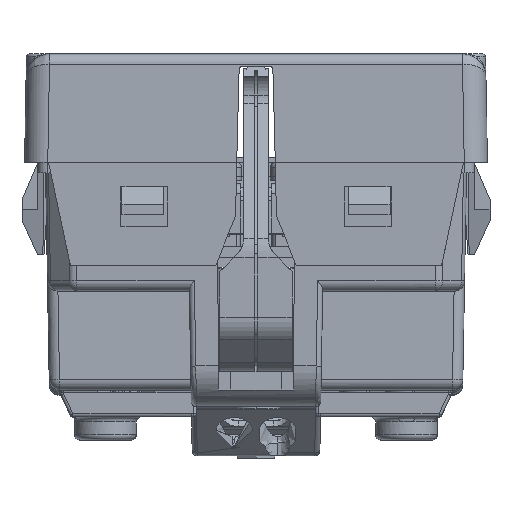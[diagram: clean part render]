
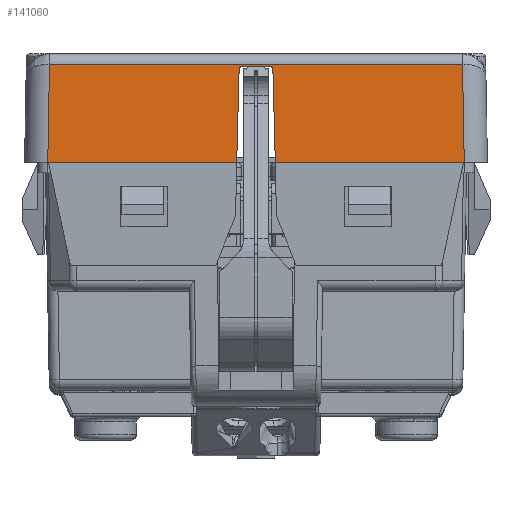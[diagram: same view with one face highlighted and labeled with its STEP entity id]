
A CAD part, left-side view. The second image highlights one B-rep face of the part: STEP entity #141060.
In plain terms, the highlighted planar face has unit normal (-1, 0, 0.018).
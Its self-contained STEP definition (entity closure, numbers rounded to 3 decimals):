
#1344 = ORIENTED_EDGE ( 'NONE', *, *, #99220, .F. ) ;
#1379 = EDGE_CURVE ( 'NONE', #126122, #65463, #46049, .T. ) ;
#3279 = ORIENTED_EDGE ( 'NONE', *, *, #97979, .T. ) ;
#3643 = DIRECTION ( 'NONE',  ( -1., 0., 0.017 ) ) ;
#3655 = AXIS2_PLACEMENT_3D ( 'NONE', #99642, #3643, #124511 ) ;
#5294 = CARTESIAN_POINT ( 'NONE',  ( -22.838, 1.338, 9.3 ) ) ;
#5478 = DIRECTION ( 'NONE',  ( -0.017, -0.017, -1. ) ) ;
#6875 = LINE ( 'NONE', #152171, #98336 ) ;
#6998 = FACE_OUTER_BOUND ( 'NONE', #131840, .T. ) ;
#12852 = VECTOR ( 'NONE', #51459, 1000. ) ;
#13109 = DIRECTION ( 'NONE',  ( 0., -1., 0. ) ) ;
#13644 = CARTESIAN_POINT ( 'NONE',  ( -23., -20.126, 0. ) ) ;
#13651 = ORIENTED_EDGE ( 'NONE', *, *, #80186, .T. ) ;
#15566 = VERTEX_POINT ( 'NONE', #45444 ) ;
#15653 = ORIENTED_EDGE ( 'NONE', *, *, #104594, .T. ) ;
#16134 = LINE ( 'NONE', #133867, #131691 ) ;
#16836 = CARTESIAN_POINT ( 'NONE',  ( -23., 20.2, 0. ) ) ;
#19875 = CARTESIAN_POINT ( 'NONE',  ( -22.838, -1.51, 9.3 ) ) ;
#20101 = VECTOR ( 'NONE', #5478, 1000. ) ;
#28555 = ORIENTED_EDGE ( 'NONE', *, *, #39770, .T. ) ;
#29429 = CARTESIAN_POINT ( 'NONE',  ( -23., 1.874, 0. ) ) ;
#37615 = CARTESIAN_POINT ( 'NONE',  ( -22.843, 1.638, 9.008 ) ) ;
#39326 = ORIENTED_EDGE ( 'NONE', *, *, #94333, .T. ) ;
#39641 = DIRECTION ( 'NONE',  ( 0., 1., 0. ) ) ;
#39770 = EDGE_CURVE ( 'NONE', #80990, #52030, #61829, .T. ) ;
#41253 = CARTESIAN_POINT ( 'NONE',  ( -22.834, -20.034, 9.517 ) ) ;
#42506 = CARTESIAN_POINT ( 'NONE',  ( -22.838, 1.338, 9.3 ) ) ;
#44530 = EDGE_CURVE ( 'NONE', #73429, #15566, #16134, .T. ) ;
#45444 = CARTESIAN_POINT ( 'NONE',  ( -22.843, 1.638, 9.008 ) ) ;
#46049 =( BOUNDED_CURVE ( )  B_SPLINE_CURVE ( 3, ( #66787, #19875, #150493, #79312 ),
 .UNSPECIFIED., .F., .F. ) 
 B_SPLINE_CURVE_WITH_KNOTS ( ( 4, 4 ),
 ( 3.142, 4.686 ),
 .UNSPECIFIED. ) 
 CURVE ( )  GEOMETRIC_REPRESENTATION_ITEM ( )  RATIONAL_B_SPLINE_CURVE ( ( 1., 0.811, 0.811, 1. ) ) 
 REPRESENTATION_ITEM ( '' )  );
#46826 = DIRECTION ( 'NONE',  ( 0.017, -0.026, 1. ) ) ;
#48286 = LINE ( 'NONE', #114199, #124749 ) ;
#48982 = CARTESIAN_POINT ( 'NONE',  ( -23., 20.2, 0. ) ) ;
#50424 = CARTESIAN_POINT ( 'NONE',  ( -23., -20.2, 0. ) ) ;
#50540 = CARTESIAN_POINT ( 'NONE',  ( -23., 1.874, 0. ) ) ;
#50975 = EDGE_CURVE ( 'NONE', #99574, #123277, #98460, .T. ) ;
#51459 = DIRECTION ( 'NONE',  ( 0., -1., 0. ) ) ;
#51573 = CARTESIAN_POINT ( 'NONE',  ( -22.834, 20.034, 9.517 ) ) ;
#52030 = VERTEX_POINT ( 'NONE', #50424 ) ;
#52175 = CARTESIAN_POINT ( 'NONE',  ( -22.838, 1.51, 9.3 ) ) ;
#59225 = LINE ( 'NONE', #76893, #20101 ) ;
#61829 = LINE ( 'NONE', #13644, #153013 ) ;
#62879 = ORIENTED_EDGE ( 'NONE', *, *, #50975, .T. ) ;
#63590 =( BOUNDED_CURVE ( )  B_SPLINE_CURVE ( 3, ( #37615, #146908, #52175, #5294 ),
 .UNSPECIFIED., .F., .F. ) 
 B_SPLINE_CURVE_WITH_KNOTS ( ( 4, 4 ),
 ( 1.597, 3.142 ),
 .UNSPECIFIED. ) 
 CURVE ( )  GEOMETRIC_REPRESENTATION_ITEM ( )  RATIONAL_B_SPLINE_CURVE ( ( 1., 0.811, 0.811, 1. ) ) 
 REPRESENTATION_ITEM ( '' )  );
#64081 = CARTESIAN_POINT ( 'NONE',  ( -22.834, 20.034, 9.517 ) ) ;
#64134 = LINE ( 'NONE', #64081, #92181 ) ;
#64606 = PLANE ( 'NONE',  #3655 ) ;
#65463 = VERTEX_POINT ( 'NONE', #65809 ) ;
#65809 = CARTESIAN_POINT ( 'NONE',  ( -22.843, -1.638, 9.008 ) ) ;
#66787 = CARTESIAN_POINT ( 'NONE',  ( -22.838, -1.338, 9.3 ) ) ;
#70012 = DIRECTION ( 'NONE',  ( -0.017, -0.026, -1. ) ) ;
#73429 = VERTEX_POINT ( 'NONE', #29429 ) ;
#76893 = CARTESIAN_POINT ( 'NONE',  ( -22.834, -20.034, 9.517 ) ) ;
#78706 = CARTESIAN_POINT ( 'NONE',  ( -23., -20.126, 0. ) ) ;
#79032 = EDGE_CURVE ( 'NONE', #131801, #144760, #48286, .T. ) ;
#79061 = ORIENTED_EDGE ( 'NONE', *, *, #79032, .F. ) ;
#79312 = CARTESIAN_POINT ( 'NONE',  ( -22.843, -1.638, 9.008 ) ) ;
#80186 = EDGE_CURVE ( 'NONE', #65463, #127686, #6875, .T. ) ;
#80990 = VERTEX_POINT ( 'NONE', #78706 ) ;
#81535 = LINE ( 'NONE', #50540, #118849 ) ;
#88713 = DIRECTION ( 'NONE',  ( 0., -1., 0. ) ) ;
#91511 = DIRECTION ( 'NONE',  ( 0., -1., 0. ) ) ;
#92181 = VECTOR ( 'NONE', #112030, 1000. ) ;
#94333 = EDGE_CURVE ( 'NONE', #112482, #126122, #134004, .T. ) ;
#97979 = EDGE_CURVE ( 'NONE', #127686, #80990, #141371, .T. ) ;
#98336 = VECTOR ( 'NONE', #70012, 1000. ) ;
#98460 = LINE ( 'NONE', #48982, #150397 ) ;
#98698 = ORIENTED_EDGE ( 'NONE', *, *, #1379, .T. ) ;
#99220 = EDGE_CURVE ( 'NONE', #144760, #52030, #59225, .T. ) ;
#99574 = VERTEX_POINT ( 'NONE', #16836 ) ;
#99642 = CARTESIAN_POINT ( 'NONE',  ( -23., 22.45, 0. ) ) ;
#104594 = EDGE_CURVE ( 'NONE', #15566, #112482, #63590, .T. ) ;
#109629 = ORIENTED_EDGE ( 'NONE', *, *, #44530, .T. ) ;
#110926 = CARTESIAN_POINT ( 'NONE',  ( -23., -1.874, 0. ) ) ;
#112030 = DIRECTION ( 'NONE',  ( -0.017, 0.017, -1. ) ) ;
#112482 = VERTEX_POINT ( 'NONE', #42506 ) ;
#112795 = EDGE_CURVE ( 'NONE', #73429, #123277, #81535, .T. ) ;
#114199 = CARTESIAN_POINT ( 'NONE',  ( -22.834, 20.034, 9.517 ) ) ;
#118849 = VECTOR ( 'NONE', #39641, 1000. ) ;
#119058 = VECTOR ( 'NONE', #91511, 1000. ) ;
#123277 = VERTEX_POINT ( 'NONE', #135248 ) ;
#124511 = DIRECTION ( 'NONE',  ( 0., -1., 0. ) ) ;
#124749 = VECTOR ( 'NONE', #127697, 1000. ) ;
#126122 = VERTEX_POINT ( 'NONE', #147004 ) ;
#127686 = VERTEX_POINT ( 'NONE', #131032 ) ;
#127697 = DIRECTION ( 'NONE',  ( 0., -1., 0. ) ) ;
#131032 = CARTESIAN_POINT ( 'NONE',  ( -23., -1.874, 0. ) ) ;
#131691 = VECTOR ( 'NONE', #46826, 1000. ) ;
#131801 = VERTEX_POINT ( 'NONE', #51573 ) ;
#131802 = ORIENTED_EDGE ( 'NONE', *, *, #150332, .T. ) ;
#131840 = EDGE_LOOP ( 'NONE', ( #3279, #28555, #1344, #79061, #131802, #62879, #134524, #109629, #15653, #39326, #98698, #13651 ) ) ;
#133867 = CARTESIAN_POINT ( 'NONE',  ( -23., 1.874, 0. ) ) ;
#134004 = LINE ( 'NONE', #150668, #119058 ) ;
#134524 = ORIENTED_EDGE ( 'NONE', *, *, #112795, .F. ) ;
#135248 = CARTESIAN_POINT ( 'NONE',  ( -23., 20.126, 0. ) ) ;
#141060 = ADVANCED_FACE ( 'NONE', ( #6998 ), #64606, .T. ) ;
#141371 = LINE ( 'NONE', #110926, #12852 ) ;
#144760 = VERTEX_POINT ( 'NONE', #41253 ) ;
#146908 = CARTESIAN_POINT ( 'NONE',  ( -22.84, 1.633, 9.18 ) ) ;
#147004 = CARTESIAN_POINT ( 'NONE',  ( -22.838, -1.338, 9.3 ) ) ;
#150332 = EDGE_CURVE ( 'NONE', #131801, #99574, #64134, .T. ) ;
#150397 = VECTOR ( 'NONE', #88713, 1000. ) ;
#150493 = CARTESIAN_POINT ( 'NONE',  ( -22.84, -1.633, 9.18 ) ) ;
#150668 = CARTESIAN_POINT ( 'NONE',  ( -22.838, 1.338, 9.3 ) ) ;
#152171 = CARTESIAN_POINT ( 'NONE',  ( -22.843, -1.638, 9.008 ) ) ;
#153013 = VECTOR ( 'NONE', #13109, 1000. ) ;
